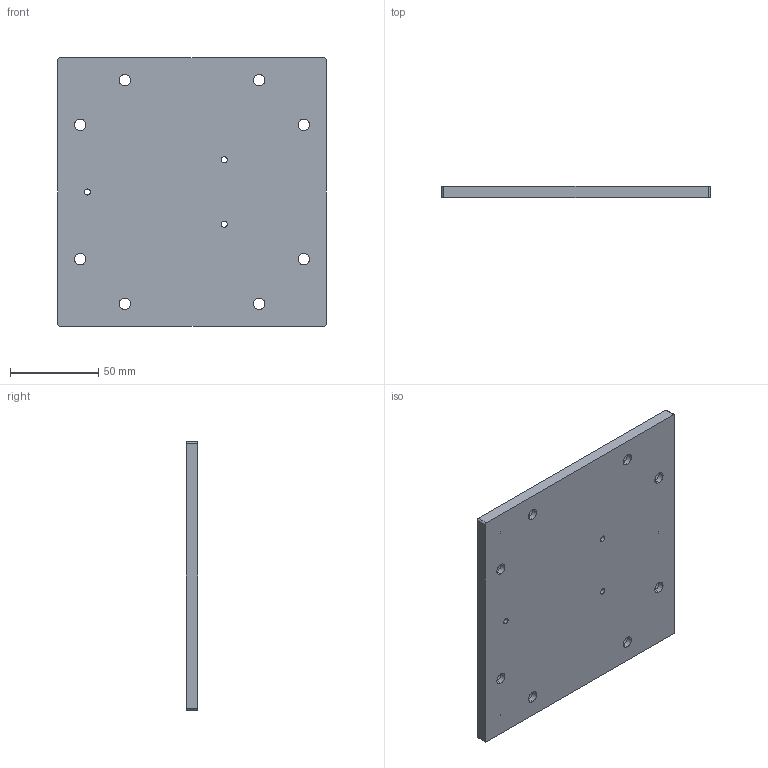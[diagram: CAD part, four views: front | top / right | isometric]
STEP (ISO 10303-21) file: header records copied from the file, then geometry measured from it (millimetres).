
FILE_DESCRIPTION (( 'STEP AP214' ), '1' );
FILE_NAME ('IdealVac_Adapter_Plate.STEP', '2024-06-11T21:49:05', ( '' ), ( '' ), 'SwSTEP 2.0', 'SolidWorks 2023', '' );
FILE_SCHEMA (( 'AUTOMOTIVE_DESIGN' ));
Length unit declared in the file: millimetre
Products named in the file (1): IdealVac_Adapter_Plate
Bounding box: 152.4 x 6.35 x 152.4 mm (x, y, z)
Volume: 143185.7 mm3; surface area: 51488.4 mm2
Topology: 1 solids, 1 shells, 65 faces, 156 edges, 104 vertices
Faces by surface type: cylinder 42, plane 17, cone 4, bspline 2
Entity records: 2029 total; most frequent: DIRECTION 378, CARTESIAN_POINT 354, ORIENTED_EDGE 312, AXIS2_PLACEMENT_3D 160, EDGE_CURVE 156, VERTEX_POINT 104, EDGE_LOOP 98, CIRCLE 96
